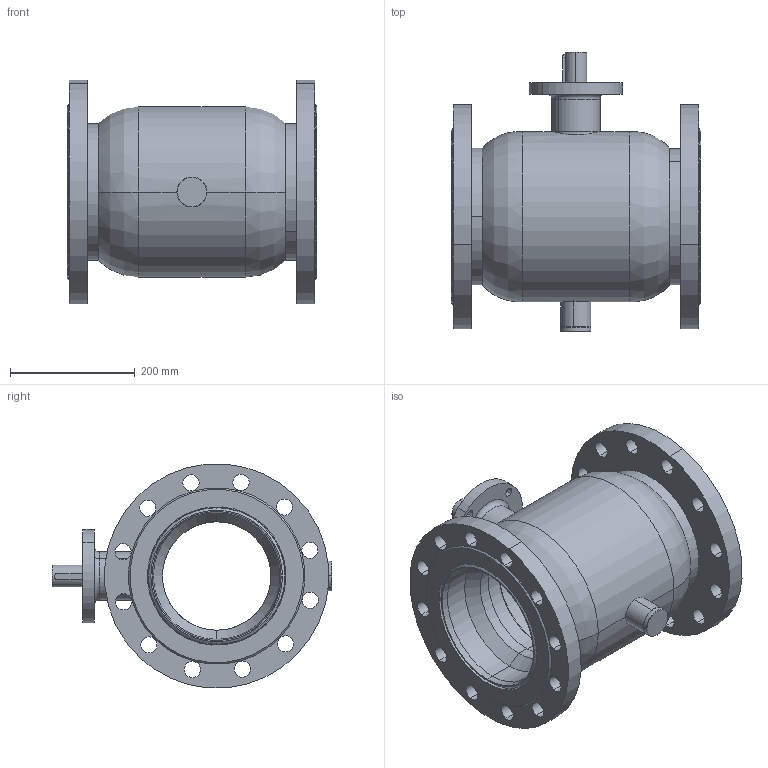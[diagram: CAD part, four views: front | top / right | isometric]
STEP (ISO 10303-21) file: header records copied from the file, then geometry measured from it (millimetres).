
FILE_DESCRIPTION (( 'STEP AP214' ), '1' );
FILE_NAME ('DN200法兰球阀PN25.STEP', '2023-10-09T02:02:27', ( '' ), ( '' ), 'SwSTEP 2.0', 'SolidWorks 2019', '' );
FILE_SCHEMA (( 'AUTOMOTIVE_DESIGN' ));
Length unit declared in the file: millimetre
Products named in the file (9): Q61F-200-1概极樓馱; 狟揤裔200; Q61F-200-4傻諉; 200-300瑩; Q61F-200-3概裝; Q61F-200-5粣杶党蜊; 200楊擘2.5; 200苤粣杶; DN200楊擘⑩概PN25
Assembly tree (10 placements, depth 2):
  DN200楊擘⑩概PN25
    Q61F-200-1概极樓馱
    Q61F-200-5粣杶党蜊
    狟揤裔200
    Q61F-200-4傻諉  x2
    200苤粣杶
    Q61F-200-3概裝
    200-300瑩
    200楊擘2.5  x2
Bounding box: 400 x 448.2 x 358.86 mm (x, y, z)
Volume: 7207792.3 mm3; surface area: 1335553 mm2
Topology: 10 solids, 10 shells, 251 faces, 587 edges, 372 vertices
Faces by surface type: cylinder 149, plane 56, cone 30, torus 16
Entity records: 6828 total; most frequent: CARTESIAN_POINT 1480, DIRECTION 1087, ORIENTED_EDGE 894, AXIS2_PLACEMENT_3D 457, EDGE_CURVE 447, VERTEX_POINT 284, EDGE_LOOP 253, CIRCLE 251
